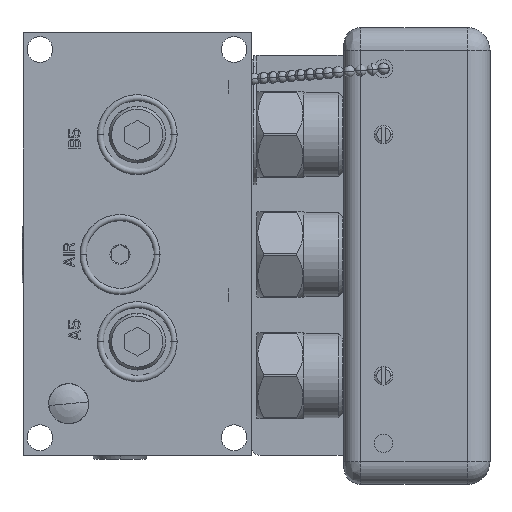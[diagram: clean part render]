
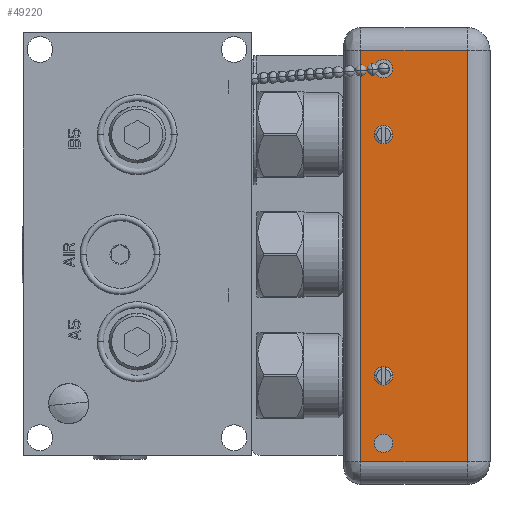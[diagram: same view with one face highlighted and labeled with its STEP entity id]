
A CAD part, front view. The second image highlights one B-rep face of the part: STEP entity #49220.
In plain terms, the highlighted face is planar.
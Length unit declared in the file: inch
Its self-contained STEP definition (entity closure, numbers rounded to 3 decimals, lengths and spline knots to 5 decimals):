
#48422=DIRECTION('',(0.,0.,-1.));
#48423=VECTOR('',#48422,4.5);
#48424=CARTESIAN_POINT('',(0.775,1.413,2.25));
#48425=LINE('',#48424,#48423);
#48426=DIRECTION('',(0.,0.,1.));
#48427=VECTOR('',#48426,4.5);
#48428=CARTESIAN_POINT('',(0.775,0.25,-2.25));
#48429=LINE('',#48428,#48427);
#48430=DIRECTION('',(0.,1.,0.));
#48431=VECTOR('',#48430,1.163);
#48432=CARTESIAN_POINT('',(0.775,0.25,2.25));
#48433=LINE('',#48432,#48431);
#48434=CARTESIAN_POINT('',(0.775,1.165,-1.328));
#48435=DIRECTION('',(1.,0.,0.));
#48436=DIRECTION('',(0.,-1.,0.));
#48437=AXIS2_PLACEMENT_3D('',#48434,#48435,#48436);
#48439=CARTESIAN_POINT('',(0.775,1.165,-1.328));
#48440=DIRECTION('',(1.,0.,0.));
#48441=DIRECTION('',(0.,1.,0.));
#48442=AXIS2_PLACEMENT_3D('',#48439,#48440,#48441);
#48444=CARTESIAN_POINT('',(0.775,1.165,1.312));
#48445=DIRECTION('',(1.,0.,0.));
#48446=DIRECTION('',(0.,-1.,0.));
#48447=AXIS2_PLACEMENT_3D('',#48444,#48445,#48446);
#48449=CARTESIAN_POINT('',(0.775,1.165,1.312));
#48450=DIRECTION('',(1.,0.,0.));
#48451=DIRECTION('',(0.,1.,0.));
#48452=AXIS2_PLACEMENT_3D('',#48449,#48450,#48451);
#48454=CARTESIAN_POINT('',(0.775,1.165,-2.05));
#48455=DIRECTION('',(-1.,0.,0.));
#48456=DIRECTION('',(0.,-1.,0.));
#48457=AXIS2_PLACEMENT_3D('',#48454,#48455,#48456);
#48459=CARTESIAN_POINT('',(0.775,1.165,-2.05));
#48460=DIRECTION('',(-1.,0.,0.));
#48461=DIRECTION('',(0.,1.,0.));
#48462=AXIS2_PLACEMENT_3D('',#48459,#48460,#48461);
#48464=CARTESIAN_POINT('',(0.775,1.165,2.05));
#48465=DIRECTION('',(-1.,0.,0.));
#48466=DIRECTION('',(0.,-1.,0.));
#48467=AXIS2_PLACEMENT_3D('',#48464,#48465,#48466);
#48469=CARTESIAN_POINT('',(0.775,1.165,2.05));
#48470=DIRECTION('',(-1.,0.,0.));
#48471=DIRECTION('',(0.,1.,0.));
#48472=AXIS2_PLACEMENT_3D('',#48469,#48470,#48471);
#48633=DIRECTION('',(0.,1.,0.));
#48634=VECTOR('',#48633,1.163);
#48635=CARTESIAN_POINT('',(0.775,0.25,-2.25));
#48636=LINE('',#48635,#48634);
#48888=CARTESIAN_POINT('',(0.775,0.25,-2.25));
#48890=VERTEX_POINT('',#48888);
#48895=CARTESIAN_POINT('',(0.775,0.25,2.25));
#48896=VERTEX_POINT('',#48895);
#48915=CARTESIAN_POINT('',(0.775,1.413,-2.25));
#48917=VERTEX_POINT('',#48915);
#48941=CARTESIAN_POINT('',(0.775,1.413,2.25));
#48942=VERTEX_POINT('',#48941);
#48943=CARTESIAN_POINT('',(0.775,1.0645,-1.328));
#48944=CARTESIAN_POINT('',(0.775,1.2655,-1.328));
#48945=VERTEX_POINT('',#48943);
#48946=VERTEX_POINT('',#48944);
#48951=CARTESIAN_POINT('',(0.775,1.065,-2.05));
#48952=CARTESIAN_POINT('',(0.775,1.265,-2.05));
#48953=VERTEX_POINT('',#48951);
#48954=VERTEX_POINT('',#48952);
#48959=CARTESIAN_POINT('',(0.775,1.0645,1.312));
#48960=CARTESIAN_POINT('',(0.775,1.2655,1.312));
#48961=VERTEX_POINT('',#48959);
#48962=VERTEX_POINT('',#48960);
#49015=CARTESIAN_POINT('',(0.775,1.065,2.05));
#49016=CARTESIAN_POINT('',(0.775,1.265,2.05));
#49017=VERTEX_POINT('',#49015);
#49018=VERTEX_POINT('',#49016);
#49184=CARTESIAN_POINT('',(0.775,0.,2.25));
#49185=DIRECTION('',(1.,0.,0.));
#49186=DIRECTION('',(0.,0.,-1.));
#49187=AXIS2_PLACEMENT_3D('',#49184,#49185,#49186);
#49188=PLANE('',#49187);
#49190=ORIENTED_EDGE('',*,*,#49189,.T.);
#49192=ORIENTED_EDGE('',*,*,#49191,.F.);
#49193=ORIENTED_EDGE('',*,*,#49047,.T.);
#49194=ORIENTED_EDGE('',*,*,#49074,.T.);
#49195=EDGE_LOOP('',(#49190,#49192,#49193,#49194));
#49196=FACE_OUTER_BOUND('',#49195,.F.);
#49198=ORIENTED_EDGE('',*,*,#49197,.T.);
#49200=ORIENTED_EDGE('',*,*,#49199,.T.);
#49201=EDGE_LOOP('',(#49198,#49200));
#49202=FACE_BOUND('',#49201,.F.);
#49203=ORIENTED_EDGE('',*,*,#49174,.T.);
#49205=ORIENTED_EDGE('',*,*,#49204,.T.);
#49206=EDGE_LOOP('',(#49203,#49205));
#49207=FACE_BOUND('',#49206,.F.);
#49209=ORIENTED_EDGE('',*,*,#49208,.F.);
#49211=ORIENTED_EDGE('',*,*,#49210,.F.);
#49212=EDGE_LOOP('',(#49209,#49211));
#49213=FACE_BOUND('',#49212,.F.);
#49215=ORIENTED_EDGE('',*,*,#49214,.F.);
#49217=ORIENTED_EDGE('',*,*,#49216,.F.);
#49218=EDGE_LOOP('',(#49215,#49217));
#49219=FACE_BOUND('',#49218,.F.);
#48438=CIRCLE('',#48437,0.1005);
#48443=CIRCLE('',#48442,0.1005);
#48448=CIRCLE('',#48447,0.1005);
#48453=CIRCLE('',#48452,0.1005);
#48458=CIRCLE('',#48457,0.1);
#48463=CIRCLE('',#48462,0.1);
#48468=CIRCLE('',#48467,0.1);
#48473=CIRCLE('',#48472,0.1);
#49047=EDGE_CURVE('',#48890,#48896,#48429,.T.);
#49074=EDGE_CURVE('',#48896,#48942,#48433,.T.);
#49174=EDGE_CURVE('',#48961,#48962,#48448,.T.);
#49189=EDGE_CURVE('',#48942,#48917,#48425,.T.);
#49191=EDGE_CURVE('',#48890,#48917,#48636,.T.);
#49197=EDGE_CURVE('',#48945,#48946,#48438,.T.);
#49199=EDGE_CURVE('',#48946,#48945,#48443,.T.);
#49204=EDGE_CURVE('',#48962,#48961,#48453,.T.);
#49208=EDGE_CURVE('',#48953,#48954,#48458,.T.);
#49210=EDGE_CURVE('',#48954,#48953,#48463,.T.);
#49214=EDGE_CURVE('',#49017,#49018,#48468,.T.);
#49216=EDGE_CURVE('',#49018,#49017,#48473,.T.);
#49220=ADVANCED_FACE('',(#49196,#49202,#49207,#49213,#49219),#49188,.T.);
